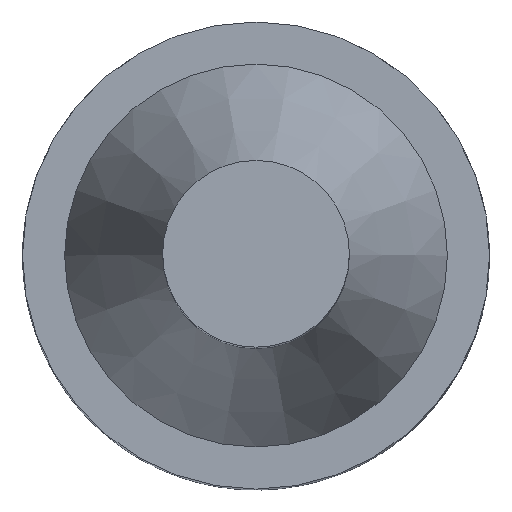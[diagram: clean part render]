
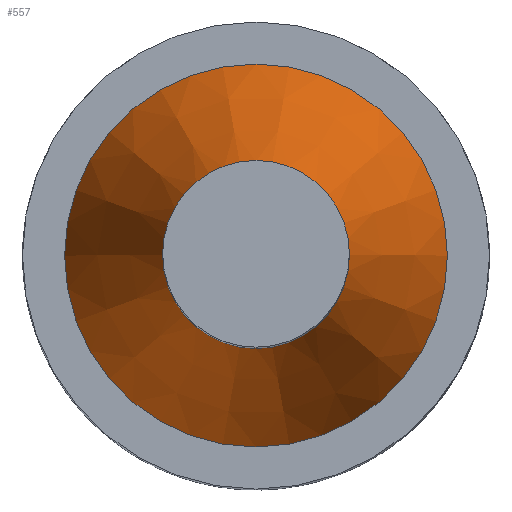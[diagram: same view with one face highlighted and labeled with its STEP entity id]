
A CAD part, top view. The second image highlights one B-rep face of the part: STEP entity #557.
In plain terms, the highlighted conical face has half-angle 19.904 degrees and reference radius 5 mm.
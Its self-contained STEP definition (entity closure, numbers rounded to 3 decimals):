
#40=FACE_BOUND($,#222,.T.);
#92=CIRCLE($,#630,5.);
#93=CIRCLE($,#633,10.25);
#98=CONICAL_SURFACE($,#632,5.,19.904);
#155=FACE_OUTER_BOUND($,#221,.T.);
#221=EDGE_LOOP($,(#468));
#222=EDGE_LOOP($,(#469));
#304=VERTEX_POINT($,#3297);
#305=VERTEX_POINT($,#3301);
#360=EDGE_CURVE($,#304,#304,#92,.T.);
#361=EDGE_CURVE($,#305,#305,#93,.T.);
#468=ORIENTED_EDGE($,*,*,#360,.T.);
#469=ORIENTED_EDGE($,*,*,#361,.F.);
#557=ADVANCED_FACE($,(#155,#40),#98,.T.);
#630=AXIS2_PLACEMENT_3D($,#3298,#785,#786);
#632=AXIS2_PLACEMENT_3D($,#3300,#789,#790);
#633=AXIS2_PLACEMENT_3D($,#3302,#791,#792);
#785=DIRECTION('center_axis',(0.,0.,-1.));
#786=DIRECTION('ref_axis',(-1.,0.,0.));
#789=DIRECTION('center_axis',(0.,0.,-1.));
#790=DIRECTION('ref_axis',(1.,0.,0.));
#791=DIRECTION('center_axis',(0.,0.,-1.));
#792=DIRECTION('ref_axis',(1.,0.,0.));
#3297=CARTESIAN_POINT('',(-5.,0.,45.5));
#3298=CARTESIAN_POINT('Origin',(0.,0.,45.5));
#3300=CARTESIAN_POINT('Origin',(0.,0.,45.5));
#3301=CARTESIAN_POINT('',(-10.25,0.,31.));
#3302=CARTESIAN_POINT('Origin',(0.,0.,31.));
